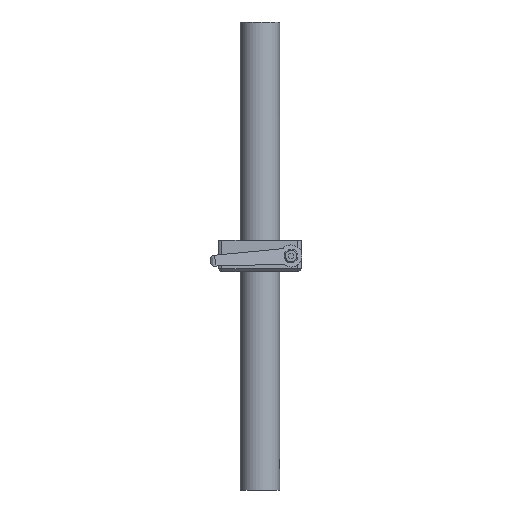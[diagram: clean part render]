
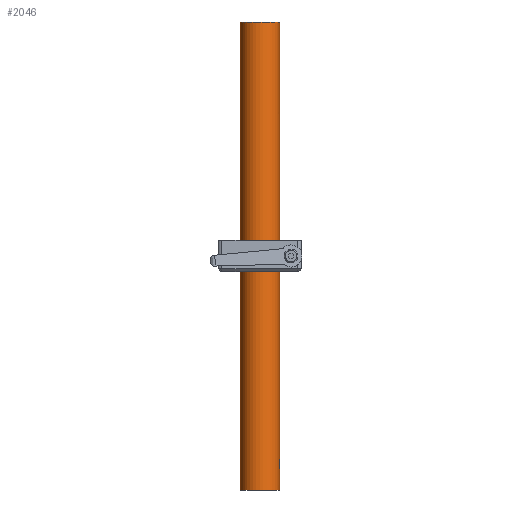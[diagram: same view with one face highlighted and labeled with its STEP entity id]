
A CAD part, front view. The second image highlights one B-rep face of the part: STEP entity #2046.
In plain terms, the highlighted cylindrical face has radius 19 mm (diameter 38 mm), a partial arc.
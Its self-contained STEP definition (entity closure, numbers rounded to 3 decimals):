
#96 = EDGE_LOOP ( 'NONE', ( #1797, #1796, #1798, #1799, #1800, #1801 ) ) ;
#280 = VERTEX_POINT ( 'NONE', #431 ) ;
#281 = VERTEX_POINT ( 'NONE', #432 ) ;
#282 = VERTEX_POINT ( 'NONE', #433 ) ;
#283 = VERTEX_POINT ( 'NONE', #434 ) ;
#284 = VERTEX_POINT ( 'NONE', #435 ) ;
#285 = VERTEX_POINT ( 'NONE', #436 ) ;
#431 = CARTESIAN_POINT ( 'NONE',  ( 26.555, -15.589, 450. ) ) ;
#432 = CARTESIAN_POINT ( 'NONE',  ( -11.445, -15.589, 450. ) ) ;
#433 = CARTESIAN_POINT ( 'NONE',  ( -11.445, -15.589, 0. ) ) ;
#434 = CARTESIAN_POINT ( 'NONE',  ( 26.555, -15.589, 0. ) ) ;
#435 = CARTESIAN_POINT ( 'NONE',  ( 26.555, -15.589, 20.75 ) ) ;
#436 = CARTESIAN_POINT ( 'NONE',  ( 26.555, -15.589, 29.25 ) ) ;
#1321 = EDGE_CURVE ( 'NONE', #280, #281, #3456, .T. ) ;
#1325 = EDGE_CURVE ( 'NONE', #281, #282, #3453, .T. ) ;
#1326 = EDGE_CURVE ( 'NONE', #282, #283, #3464, .T. ) ;
#1327 = EDGE_CURVE ( 'NONE', #284, #283, #3444, .T. ) ;
#1328 = EDGE_CURVE ( 'NONE', #280, #285, #3463, .T. ) ;
#1796 = ORIENTED_EDGE ( 'NONE', *, *, #1325, .T. ) ;
#1797 = ORIENTED_EDGE ( 'NONE', *, *, #1321, .T. ) ;
#1798 = ORIENTED_EDGE ( 'NONE', *, *, #1326, .T. ) ;
#1799 = ORIENTED_EDGE ( 'NONE', *, *, #1327, .F. ) ;
#1800 = ORIENTED_EDGE ( 'NONE', *, *, #2466, .T. ) ;
#1801 = ORIENTED_EDGE ( 'NONE', *, *, #1328, .F. ) ;
#2046 = ADVANCED_FACE ( 'NONE', ( #3617 ), #3618, .T. ) ;
#2152 = AXIS2_PLACEMENT_3D ( 'NONE', #2601, #2602, #2603 ) ;
#2155 = AXIS2_PLACEMENT_3D ( 'NONE', #2592, #2613, #2614 ) ;
#2241 = AXIS2_PLACEMENT_3D ( 'NONE', #3010, #3005, #3004 ) ;
#2466 = EDGE_CURVE ( 'NONE', #284, #285, #3690, .T. ) ;
#2592 = CARTESIAN_POINT ( 'NONE',  ( 7.555, -15.589, 0. ) ) ;
#2601 = CARTESIAN_POINT ( 'NONE',  ( 7.555, -15.589, 450. ) ) ;
#2602 = DIRECTION ( 'NONE',  ( 0., 0., -1. ) ) ;
#2603 = DIRECTION ( 'NONE',  ( 1., 0., 0. ) ) ;
#2608 = CARTESIAN_POINT ( 'NONE',  ( 26.555, -15.589, 225. ) ) ;
#2611 = CARTESIAN_POINT ( 'NONE',  ( -11.445, -15.589, 225. ) ) ;
#2612 = DIRECTION ( 'NONE',  ( 0., 0., -1. ) ) ;
#2613 = DIRECTION ( 'NONE',  ( 0., 0., 1. ) ) ;
#2614 = DIRECTION ( 'NONE',  ( 1., 0., 0. ) ) ;
#2616 = CARTESIAN_POINT ( 'NONE',  ( 26.555, -15.589, 225. ) ) ;
#2617 = DIRECTION ( 'NONE',  ( 0., 0., -1. ) ) ;
#2620 = DIRECTION ( 'NONE',  ( 0., 0., -1. ) ) ;
#3004 = DIRECTION ( 'NONE',  ( 1., 0., 0. ) ) ;
#3005 = DIRECTION ( 'NONE',  ( 0., 0., -1. ) ) ;
#3010 = CARTESIAN_POINT ( 'NONE',  ( 7.555, -15.589, 225. ) ) ;
#3277 = CARTESIAN_POINT ( 'NONE',  ( 26.555, -15.871, 20.75 ) ) ;
#3278 = CARTESIAN_POINT ( 'NONE',  ( 26.555, -15.589, 20.75 ) ) ;
#3281 = CARTESIAN_POINT ( 'NONE',  ( 26.549, -16.148, 20.778 ) ) ;
#3282 = CARTESIAN_POINT ( 'NONE',  ( 26.525, -16.692, 20.886 ) ) ;
#3283 = CARTESIAN_POINT ( 'NONE',  ( 26.507, -16.963, 20.968 ) ) ;
#3284 = CARTESIAN_POINT ( 'NONE',  ( 26.463, -17.477, 21.182 ) ) ;
#3285 = CARTESIAN_POINT ( 'NONE',  ( 26.436, -17.721, 21.312 ) ) ;
#3286 = CARTESIAN_POINT ( 'NONE',  ( 26.379, -18.182, 21.621 ) ) ;
#3287 = CARTESIAN_POINT ( 'NONE',  ( 26.347, -18.399, 21.8 ) ) ;
#3288 = CARTESIAN_POINT ( 'NONE',  ( 26.284, -18.79, 22.19 ) ) ;
#3289 = CARTESIAN_POINT ( 'NONE',  ( 26.253, -18.966, 22.404 ) ) ;
#3290 = CARTESIAN_POINT ( 'NONE',  ( 26.194, -19.276, 22.868 ) ) ;
#3291 = CARTESIAN_POINT ( 'NONE',  ( 26.168, -19.408, 23.114 ) ) ;
#3292 = CARTESIAN_POINT ( 'NONE',  ( 26.123, -19.62, 23.624 ) ) ;
#3293 = CARTESIAN_POINT ( 'NONE',  ( 26.104, -19.702, 23.893 ) ) ;
#3294 = CARTESIAN_POINT ( 'NONE',  ( 26.08, -19.812, 24.442 ) ) ;
#3295 = CARTESIAN_POINT ( 'NONE',  ( 26.074, -19.839, 24.718 ) ) ;
#3296 = CARTESIAN_POINT ( 'NONE',  ( 26.073, -19.84, 25.274 ) ) ;
#3297 = CARTESIAN_POINT ( 'NONE',  ( 26.08, -19.812, 25.557 ) ) ;
#3298 = CARTESIAN_POINT ( 'NONE',  ( 26.104, -19.703, 26.103 ) ) ;
#3299 = CARTESIAN_POINT ( 'NONE',  ( 26.122, -19.623, 26.368 ) ) ;
#3300 = CARTESIAN_POINT ( 'NONE',  ( 26.167, -19.409, 26.884 ) ) ;
#3301 = CARTESIAN_POINT ( 'NONE',  ( 26.194, -19.277, 27.131 ) ) ;
#3302 = CARTESIAN_POINT ( 'NONE',  ( 26.252, -18.97, 27.591 ) ) ;
#3303 = CARTESIAN_POINT ( 'NONE',  ( 26.284, -18.793, 27.806 ) ) ;
#3304 = CARTESIAN_POINT ( 'NONE',  ( 26.347, -18.399, 28.201 ) ) ;
#3305 = CARTESIAN_POINT ( 'NONE',  ( 26.378, -18.186, 28.376 ) ) ;
#3306 = CARTESIAN_POINT ( 'NONE',  ( 26.436, -17.726, 28.684 ) ) ;
#3307 = CARTESIAN_POINT ( 'NONE',  ( 26.463, -17.478, 28.818 ) ) ;
#3308 = CARTESIAN_POINT ( 'NONE',  ( 26.507, -16.964, 29.031 ) ) ;
#3309 = CARTESIAN_POINT ( 'NONE',  ( 26.524, -16.7, 29.112 ) ) ;
#3310 = CARTESIAN_POINT ( 'NONE',  ( 26.548, -16.153, 29.222 ) ) ;
#3311 = CARTESIAN_POINT ( 'NONE',  ( 26.555, -15.871, 29.25 ) ) ;
#3312 = CARTESIAN_POINT ( 'NONE',  ( 26.555, -15.589, 29.25 ) ) ;
#3444 = LINE ( 'NONE', #2616, #3460 ) ;
#3453 = LINE ( 'NONE', #2611, #3454 ) ;
#3454 = VECTOR ( 'NONE', #2612, 1000. ) ;
#3456 = CIRCLE ( 'NONE', #2152, 19. ) ;
#3460 = VECTOR ( 'NONE', #2617, 1000. ) ;
#3463 = LINE ( 'NONE', #2608, #3465 ) ;
#3464 = CIRCLE ( 'NONE', #2155, 19. ) ;
#3465 = VECTOR ( 'NONE', #2620, 1000. ) ;
#3617 = FACE_OUTER_BOUND ( 'NONE', #96, .T. ) ;
#3618 = CYLINDRICAL_SURFACE ( 'NONE', #2241, 19. ) ;
#3690 = B_SPLINE_CURVE_WITH_KNOTS ( 'NONE', 3,
 ( #3278, #3277, #3281, #3282, #3283, #3284, #3285, #3286, #3287, #3288, #3289, #3290, #3291, #3292, #3293, #3294, #3295, #3296, #3297, #3298, #3299, #3300, #3301, #3302, #3303, #3304, #3305, #3306, #3307, #3308, #3309, #3310, #3311, #3312 ),
 .UNSPECIFIED., .F., .F.,
 ( 4, 2, 2, 2, 2, 2, 2, 2, 2, 2, 2, 2, 2, 2, 2, 2, 4 ),
 ( 0., 0.001, 0.002, 0.002, 0.003, 0.004, 0.005, 0.006, 0.007, 0.007, 0.008, 0.009, 0.01, 0.011, 0.012, 0.012, 0.013 ),
 .UNSPECIFIED. ) ;
